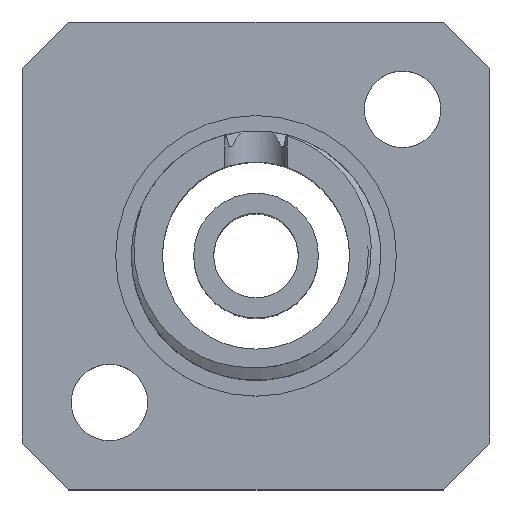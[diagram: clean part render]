
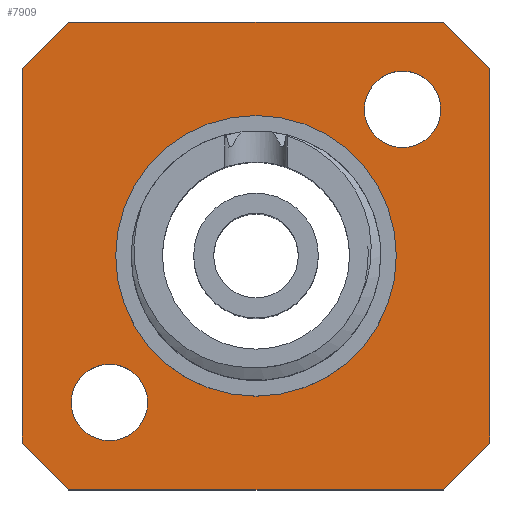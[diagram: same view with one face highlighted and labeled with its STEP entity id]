
A CAD part, top view. The second image highlights one B-rep face of the part: STEP entity #7909.
In plain terms, the highlighted planar face has unit normal (0, 0, 1).
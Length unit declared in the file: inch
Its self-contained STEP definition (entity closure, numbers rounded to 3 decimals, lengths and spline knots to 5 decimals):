
#29 = PLANE ( 'NONE',  #9632 ) ;
#57 = DIRECTION ( 'NONE',  ( 0.707, 0.707, 0. ) ) ;
#66 = ORIENTED_EDGE ( 'NONE', *, *, #10534, .T. ) ;
#175 = VERTEX_POINT ( 'NONE', #5359 ) ;
#205 = ORIENTED_EDGE ( 'NONE', *, *, #10056, .T. ) ;
#646 = DIRECTION ( 'NONE',  ( -1., 0., 0. ) ) ;
#654 = DIRECTION ( 'NONE',  ( 0., 0., -1. ) ) ;
#1018 = VERTEX_POINT ( 'NONE', #1923 ) ;
#1022 = FACE_OUTER_BOUND ( 'NONE', #6410, .T. ) ;
#1121 = AXIS2_PLACEMENT_3D ( 'NONE', #9827, #4790, #646 ) ;
#1150 = VECTOR ( 'NONE', #9867, 39.37008 ) ;
#1193 = ORIENTED_EDGE ( 'NONE', *, *, #6209, .T. ) ;
#1205 = LINE ( 'NONE', #9605, #5024 ) ;
#1472 = CIRCLE ( 'NONE', #1121, 0.17717 ) ;
#1483 = AXIS2_PLACEMENT_3D ( 'NONE', #10605, #3154, #6509 ) ;
#1500 = AXIS2_PLACEMENT_3D ( 'NONE', #8177, #654, #9169 ) ;
#1695 = CIRCLE ( 'NONE', #9789, 0.17717 ) ;
#1798 = DIRECTION ( 'NONE',  ( 1., 0., 0. ) ) ;
#1923 = CARTESIAN_POINT ( 'NONE',  ( 0.17717, 0., 0.07874 ) ) ;
#1937 = EDGE_LOOP ( 'NONE', ( #9068, #2184 ) ) ;
#2086 = EDGE_CURVE ( 'NONE', #3332, #1018, #1695, .T. ) ;
#2163 = CARTESIAN_POINT ( 'NONE',  ( 0.29528, 0., 0.07874 ) ) ;
#2183 = ORIENTED_EDGE ( 'NONE', *, *, #5796, .T. ) ;
#2184 = ORIENTED_EDGE ( 'NONE', *, *, #3244, .T. ) ;
#2523 = DIRECTION ( 'NONE',  ( -1., 0., 0. ) ) ;
#2646 = DIRECTION ( 'NONE',  ( -1., 0., 0. ) ) ;
#2662 = CARTESIAN_POINT ( 'NONE',  ( 0.23622, -0.29528, 0.07874 ) ) ;
#2768 = CARTESIAN_POINT ( 'NONE',  ( 0.23327, 0.18504, 0.07874 ) ) ;
#2802 = ORIENTED_EDGE ( 'NONE', *, *, #9849, .T. ) ;
#2813 = CARTESIAN_POINT ( 'NONE',  ( -0.23327, -0.18504, 0.07874 ) ) ;
#3154 = DIRECTION ( 'NONE',  ( 0., 0., -1. ) ) ;
#3175 = VERTEX_POINT ( 'NONE', #5671 ) ;
#3233 = VECTOR ( 'NONE', #5524, 39.37008 ) ;
#3244 = EDGE_CURVE ( 'NONE', #1018, #3332, #1472, .T. ) ;
#3332 = VERTEX_POINT ( 'NONE', #4083 ) ;
#3380 = CARTESIAN_POINT ( 'NONE',  ( -0.23622, -0.29528, 0.07874 ) ) ;
#3437 = VECTOR ( 'NONE', #6491, 39.37008 ) ;
#3504 = ORIENTED_EDGE ( 'NONE', *, *, #9516, .T. ) ;
#3537 = LINE ( 'NONE', #2662, #8217 ) ;
#3737 = EDGE_LOOP ( 'NONE', ( #9647, #205 ) ) ;
#3910 = LINE ( 'NONE', #5663, #4845 ) ;
#3980 = CIRCLE ( 'NONE', #7331, 0.04823 ) ;
#4083 = CARTESIAN_POINT ( 'NONE',  ( -0.17717, 0., 0.07874 ) ) ;
#4105 = CARTESIAN_POINT ( 'NONE',  ( -0.29528, 0., 0.07874 ) ) ;
#4269 = VERTEX_POINT ( 'NONE', #3380 ) ;
#4285 = DIRECTION ( 'NONE',  ( 0., 0., -1. ) ) ;
#4389 = VERTEX_POINT ( 'NONE', #2768 ) ;
#4573 = DIRECTION ( 'NONE',  ( -0.707, -0.707, 0. ) ) ;
#4596 = CARTESIAN_POINT ( 'NONE',  ( 0.13681, 0.18504, 0.07874 ) ) ;
#4725 = CARTESIAN_POINT ( 'NONE',  ( 0.29528, 0.23622, 0.07874 ) ) ;
#4730 = DIRECTION ( 'NONE',  ( -1., 0., 0. ) ) ;
#4790 = DIRECTION ( 'NONE',  ( 0., 0., -1. ) ) ;
#4845 = VECTOR ( 'NONE', #4730, 39.37008 ) ;
#4890 = CARTESIAN_POINT ( 'NONE',  ( -0.18504, -0.18504, 0.07874 ) ) ;
#5024 = VECTOR ( 'NONE', #8607, 39.37008 ) ;
#5069 = CARTESIAN_POINT ( 'NONE',  ( 0., 0., 0.07874 ) ) ;
#5111 = FACE_BOUND ( 'NONE', #5146, .T. ) ;
#5146 = EDGE_LOOP ( 'NONE', ( #1193, #7373 ) ) ;
#5161 = CARTESIAN_POINT ( 'NONE',  ( 0.18504, 0.18504, 0.07874 ) ) ;
#5182 = VECTOR ( 'NONE', #8410, 39.37008 ) ;
#5229 = CARTESIAN_POINT ( 'NONE',  ( -0.23622, 0.29528, 0.07874 ) ) ;
#5359 = CARTESIAN_POINT ( 'NONE',  ( 0.29528, -0.23622, 0.07874 ) ) ;
#5389 = VERTEX_POINT ( 'NONE', #9532 ) ;
#5524 = DIRECTION ( 'NONE',  ( 0., 1., 0. ) ) ;
#5663 = CARTESIAN_POINT ( 'NONE',  ( 0., 0.29528, 0.07874 ) ) ;
#5671 = CARTESIAN_POINT ( 'NONE',  ( 0.23622, 0.29528, 0.07874 ) ) ;
#5753 = VERTEX_POINT ( 'NONE', #10063 ) ;
#5796 = EDGE_CURVE ( 'NONE', #5753, #6113, #9958, .T. ) ;
#6113 = VERTEX_POINT ( 'NONE', #9782 ) ;
#6209 = EDGE_CURVE ( 'NONE', #6323, #4389, #9929, .T. ) ;
#6323 = VERTEX_POINT ( 'NONE', #4596 ) ;
#6410 = EDGE_LOOP ( 'NONE', ( #8876, #66, #2802, #3504, #2183, #9228, #10627, #9685 ) ) ;
#6426 = EDGE_CURVE ( 'NONE', #175, #7035, #9731, .T. ) ;
#6491 = DIRECTION ( 'NONE',  ( 1., 0., 0. ) ) ;
#6509 = DIRECTION ( 'NONE',  ( -1., 0., 0. ) ) ;
#6615 = VECTOR ( 'NONE', #4573, 39.37008 ) ;
#6656 = DIRECTION ( 'NONE',  ( -1., 0., 0. ) ) ;
#6782 = CIRCLE ( 'NONE', #1500, 0.04823 ) ;
#6789 = VERTEX_POINT ( 'NONE', #2813 ) ;
#6816 = VERTEX_POINT ( 'NONE', #7656 ) ;
#7035 = VERTEX_POINT ( 'NONE', #7270 ) ;
#7169 = CARTESIAN_POINT ( 'NONE',  ( 0., -0.29528, 0.07874 ) ) ;
#7270 = CARTESIAN_POINT ( 'NONE',  ( 0.29528, 0.23622, 0.07874 ) ) ;
#7331 = AXIS2_PLACEMENT_3D ( 'NONE', #5161, #8540, #2523 ) ;
#7332 = LINE ( 'NONE', #7169, #3437 ) ;
#7373 = ORIENTED_EDGE ( 'NONE', *, *, #7856, .T. ) ;
#7595 = CARTESIAN_POINT ( 'NONE',  ( 0., 0., 0.07874 ) ) ;
#7656 = CARTESIAN_POINT ( 'NONE',  ( -0.23622, 0.29528, 0.07874 ) ) ;
#7703 = FACE_BOUND ( 'NONE', #3737, .T. ) ;
#7856 = EDGE_CURVE ( 'NONE', #4389, #6323, #3980, .T. ) ;
#7909 = ADVANCED_FACE ( 'NONE', ( #5111, #7703, #1022, #9421 ), #29, .T. ) ;
#8177 = CARTESIAN_POINT ( 'NONE',  ( -0.18504, -0.18504, 0.07874 ) ) ;
#8217 = VECTOR ( 'NONE', #57, 39.37008 ) ;
#8247 = CARTESIAN_POINT ( 'NONE',  ( 0.23622, -0.29528, 0.07874 ) ) ;
#8410 = DIRECTION ( 'NONE',  ( 0., -1., 0. ) ) ;
#8499 = DIRECTION ( 'NONE',  ( 0., 0., -1. ) ) ;
#8540 = DIRECTION ( 'NONE',  ( 0., 0., -1. ) ) ;
#8592 = VERTEX_POINT ( 'NONE', #8247 ) ;
#8607 = DIRECTION ( 'NONE',  ( 0.707, -0.707, 0. ) ) ;
#8668 = EDGE_CURVE ( 'NONE', #8592, #175, #3537, .T. ) ;
#8876 = ORIENTED_EDGE ( 'NONE', *, *, #6426, .T. ) ;
#8936 = LINE ( 'NONE', #4725, #1150 ) ;
#9068 = ORIENTED_EDGE ( 'NONE', *, *, #2086, .T. ) ;
#9088 = CIRCLE ( 'NONE', #9260, 0.04823 ) ;
#9162 = EDGE_CURVE ( 'NONE', #6789, #5389, #6782, .T. ) ;
#9169 = DIRECTION ( 'NONE',  ( -1., 0., 0. ) ) ;
#9228 = ORIENTED_EDGE ( 'NONE', *, *, #9534, .T. ) ;
#9260 = AXIS2_PLACEMENT_3D ( 'NONE', #4890, #4285, #6656 ) ;
#9261 = DIRECTION ( 'NONE',  ( 0., 0., 1. ) ) ;
#9421 = FACE_BOUND ( 'NONE', #1937, .T. ) ;
#9516 = EDGE_CURVE ( 'NONE', #6816, #5753, #10480, .T. ) ;
#9532 = CARTESIAN_POINT ( 'NONE',  ( -0.13681, -0.18504, 0.07874 ) ) ;
#9534 = EDGE_CURVE ( 'NONE', #6113, #4269, #1205, .T. ) ;
#9605 = CARTESIAN_POINT ( 'NONE',  ( -0.29528, -0.23622, 0.07874 ) ) ;
#9632 = AXIS2_PLACEMENT_3D ( 'NONE', #7595, #9261, #1798 ) ;
#9647 = ORIENTED_EDGE ( 'NONE', *, *, #9162, .T. ) ;
#9685 = ORIENTED_EDGE ( 'NONE', *, *, #8668, .T. ) ;
#9731 = LINE ( 'NONE', #2163, #3233 ) ;
#9782 = CARTESIAN_POINT ( 'NONE',  ( -0.29528, -0.23622, 0.07874 ) ) ;
#9789 = AXIS2_PLACEMENT_3D ( 'NONE', #5069, #8499, #2646 ) ;
#9827 = CARTESIAN_POINT ( 'NONE',  ( 0., 0., 0.07874 ) ) ;
#9849 = EDGE_CURVE ( 'NONE', #3175, #6816, #3910, .T. ) ;
#9867 = DIRECTION ( 'NONE',  ( -0.707, 0.707, 0. ) ) ;
#9923 = EDGE_CURVE ( 'NONE', #4269, #8592, #7332, .T. ) ;
#9929 = CIRCLE ( 'NONE', #1483, 0.04823 ) ;
#9958 = LINE ( 'NONE', #4105, #5182 ) ;
#10056 = EDGE_CURVE ( 'NONE', #5389, #6789, #9088, .T. ) ;
#10063 = CARTESIAN_POINT ( 'NONE',  ( -0.29528, 0.23622, 0.07874 ) ) ;
#10480 = LINE ( 'NONE', #5229, #6615 ) ;
#10534 = EDGE_CURVE ( 'NONE', #7035, #3175, #8936, .T. ) ;
#10605 = CARTESIAN_POINT ( 'NONE',  ( 0.18504, 0.18504, 0.07874 ) ) ;
#10627 = ORIENTED_EDGE ( 'NONE', *, *, #9923, .T. ) ;
